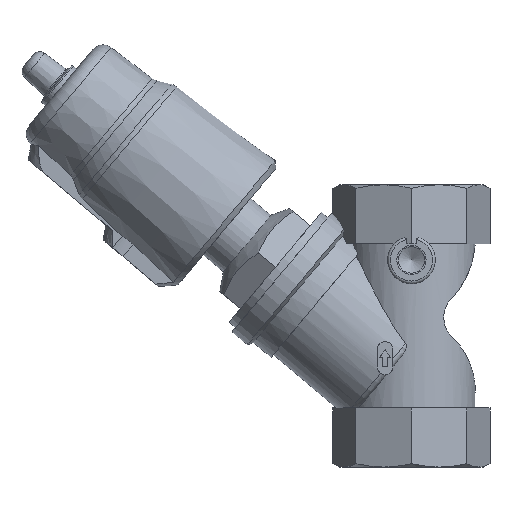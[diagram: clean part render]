
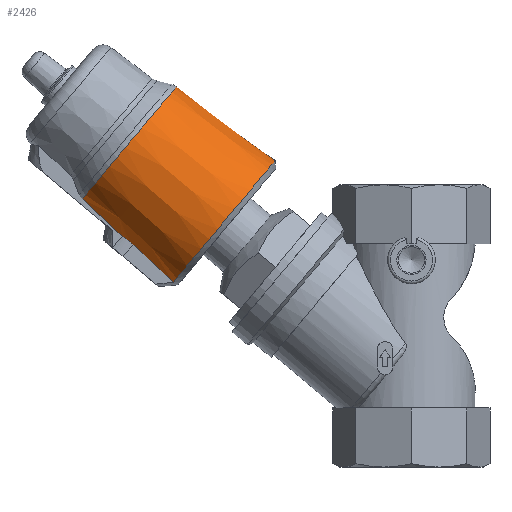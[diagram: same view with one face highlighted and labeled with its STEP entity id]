
A CAD part, left-side view. The second image highlights one B-rep face of the part: STEP entity #2426.
In plain terms, the highlighted conical face has half-angle 3 degrees and reference radius 28.445 mm.
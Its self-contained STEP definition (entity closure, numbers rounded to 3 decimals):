
#38=CONICAL_SURFACE('',#2688,28.445,0.052);
#487=B_SPLINE_CURVE_WITH_KNOTS('',3,(#4077,#4078,#4079,#4080,#4081,#4082,
#4083,#4084,#4085,#4086,#4087,#4088,#4089,#4090,#4091,#4092,#4093,#4094,
#4095,#4096,#4097,#4098,#4099,#4100,#4101,#4102,#4103,#4104,#4105,#4106,
#4107,#4108,#4109,#4110,#4111,#4112,#4113,#4114,#4115,#4116,#4117,#4118,
#4119),.UNSPECIFIED.,.F.,.F.,(4,1,1,1,1,1,1,1,1,1,1,1,1,1,1,1,1,1,1,1,1,
1,1,1,1,1,1,1,1,1,1,1,1,1,1,1,1,1,1,1,4),(0.107,0.112,
0.115,0.118,0.123,0.126,
0.129,0.131,0.134,0.137,
0.14,0.142,0.145,0.15,
0.153,0.156,0.161,0.164,
0.167,0.172,0.177,0.183,
0.188,0.194,0.199,0.205,
0.21,0.215,0.221,0.226,
0.232,0.237,0.243,0.248,
0.253,0.259,0.264,0.267,
0.27,0.275,0.28),.UNSPECIFIED.);
#501=B_SPLINE_CURVE_WITH_KNOTS('',3,(#4259,#4260,#4261,#4262),
 .UNSPECIFIED.,.F.,.F.,(4,4),(0.063,0.084),
 .UNSPECIFIED.);
#504=B_SPLINE_CURVE_WITH_KNOTS('',3,(#4276,#4277,#4278,#4279),
 .UNSPECIFIED.,.F.,.F.,(4,4),(0.063,0.084),
 .UNSPECIFIED.);
#506=B_SPLINE_CURVE_WITH_KNOTS('',3,(#4288,#4289,#4290,#4291,#4292),
 .UNSPECIFIED.,.F.,.F.,(4,1,4),(0.001,0.004,
0.007),.UNSPECIFIED.);
#508=B_SPLINE_CURVE_WITH_KNOTS('',3,(#4304,#4305,#4306,#4307),
 .UNSPECIFIED.,.F.,.F.,(4,4),(0.001,0.006),
 .UNSPECIFIED.);
#510=B_SPLINE_CURVE_WITH_KNOTS('',3,(#4320,#4321,#4322,#4323),
 .UNSPECIFIED.,.F.,.F.,(4,4),(0.001,0.022),
 .UNSPECIFIED.);
#511=B_SPLINE_CURVE_WITH_KNOTS('',3,(#4325,#4326,#4327,#4328),
 .UNSPECIFIED.,.F.,.F.,(4,4),(0.001,0.022),
 .UNSPECIFIED.);
#829=ORIENTED_EDGE('',*,*,#1459,.T.);
#830=ORIENTED_EDGE('',*,*,#1404,.T.);
#831=ORIENTED_EDGE('',*,*,#1460,.F.);
#832=ORIENTED_EDGE('',*,*,#1449,.F.);
#833=ORIENTED_EDGE('',*,*,#1446,.F.);
#834=ORIENTED_EDGE('',*,*,#1444,.T.);
#835=ORIENTED_EDGE('',*,*,#1442,.T.);
#836=ORIENTED_EDGE('',*,*,#1453,.F.);
#1404=EDGE_CURVE('',#1740,#1739,#487,.T.);
#1442=EDGE_CURVE('',#1770,#1769,#501,.T.);
#1444=EDGE_CURVE('',#1771,#1770,#1933,.T.);
#1446=EDGE_CURVE('',#1771,#1772,#504,.T.);
#1449=EDGE_CURVE('',#1772,#1774,#506,.T.);
#1453=EDGE_CURVE('',#1776,#1769,#508,.T.);
#1459=EDGE_CURVE('',#1776,#1740,#510,.T.);
#1460=EDGE_CURVE('',#1774,#1739,#511,.T.);
#1739=VERTEX_POINT('',#4076);
#1740=VERTEX_POINT('',#4120);
#1769=VERTEX_POINT('',#4258);
#1770=VERTEX_POINT('',#4263);
#1771=VERTEX_POINT('',#4270);
#1772=VERTEX_POINT('',#4280);
#1774=VERTEX_POINT('',#4293);
#1776=VERTEX_POINT('',#4302);
#1933=CIRCLE('',#2678,28.445);
#2034=EDGE_LOOP('',(#829,#830,#831,#832,#833,#834,#835,#836));
#2228=FACE_BOUND('',#2034,.T.);
#2426=ADVANCED_FACE('',(#2228),#38,.T.);
#2678=AXIS2_PLACEMENT_3D('',#4269,#3123,#3124);
#2688=AXIS2_PLACEMENT_3D('',#4329,#3148,#3149);
#3123=DIRECTION('',(0.643,-0.766,0.));
#3124=DIRECTION('',(0.766,0.643,0.));
#3148=DIRECTION('',(0.643,-0.766,0.));
#3149=DIRECTION('',(0.766,0.643,0.));
#4076=CARTESIAN_POINT('',(-70.064,90.317,10.));
#4077=CARTESIAN_POINT('',(-70.064,90.317,-10.));
#4078=CARTESIAN_POINT('',(-70.511,89.942,-11.705));
#4079=CARTESIAN_POINT('',(-71.349,89.238,-14.182));
#4080=CARTESIAN_POINT('',(-72.812,88.01,-17.301));
#4081=CARTESIAN_POINT('',(-74.455,86.632,-20.196));
#4082=CARTESIAN_POINT('',(-76.382,85.015,-22.802));
#4083=CARTESIAN_POINT('',(-78.574,83.175,-25.07));
#4084=CARTESIAN_POINT('',(-80.303,81.725,-26.554));
#4085=CARTESIAN_POINT('',(-82.123,80.197,-27.838));
#4086=CARTESIAN_POINT('',(-84.046,78.584,-28.92));
#4087=CARTESIAN_POINT('',(-86.031,76.918,-29.774));
#4088=CARTESIAN_POINT('',(-88.045,75.228,-30.391));
#4089=CARTESIAN_POINT('',(-90.094,73.509,-30.779));
#4090=CARTESIAN_POINT('',(-92.889,71.163,-30.982));
#4091=CARTESIAN_POINT('',(-95.651,68.845,-30.702));
#4092=CARTESIAN_POINT('',(-98.353,66.577,-29.959));
#4093=CARTESIAN_POINT('',(-101.035,64.327,-28.891));
#4094=CARTESIAN_POINT('',(-103.547,62.219,-27.392));
#4095=CARTESIAN_POINT('',(-105.893,60.25,-25.477));
#4096=CARTESIAN_POINT('',(-108.13,58.374,-23.268));
#4097=CARTESIAN_POINT('',(-110.577,56.32,-20.112));
#4098=CARTESIAN_POINT('',(-113.011,54.277,-15.623));
#4099=CARTESIAN_POINT('',(-114.773,52.799,-10.737));
#4100=CARTESIAN_POINT('',(-115.875,51.874,-5.442));
#4101=CARTESIAN_POINT('',(-116.241,51.567,0.007));
#4102=CARTESIAN_POINT('',(-115.876,51.874,5.433));
#4103=CARTESIAN_POINT('',(-114.774,52.798,10.733));
#4104=CARTESIAN_POINT('',(-113.013,54.276,15.619));
#4105=CARTESIAN_POINT('',(-110.58,56.318,20.108));
#4106=CARTESIAN_POINT('',(-107.64,58.785,23.901));
#4107=CARTESIAN_POINT('',(-104.17,61.696,27.024));
#4108=CARTESIAN_POINT('',(-100.411,64.851,29.263));
#4109=CARTESIAN_POINT('',(-96.329,68.276,30.637));
#4110=CARTESIAN_POINT('',(-92.208,71.734,31.05));
#4111=CARTESIAN_POINT('',(-88.016,75.252,30.507));
#4112=CARTESIAN_POINT('',(-84.035,78.593,29.042));
#4113=CARTESIAN_POINT('',(-80.244,81.774,26.649));
#4114=CARTESIAN_POINT('',(-77.455,84.114,24.015));
#4115=CARTESIAN_POINT('',(-75.417,85.824,21.499));
#4116=CARTESIAN_POINT('',(-73.587,87.36,18.798));
#4117=CARTESIAN_POINT('',(-71.646,88.989,15.048));
#4118=CARTESIAN_POINT('',(-70.51,89.942,11.704));
#4119=CARTESIAN_POINT('',(-70.064,90.317,10.));
#4120=CARTESIAN_POINT('',(-70.064,90.317,-10.));
#4258=CARTESIAN_POINT('',(-87.554,109.678,-8.5));
#4259=CARTESIAN_POINT('',(-101.675,124.747,-8.5));
#4260=CARTESIAN_POINT('',(-96.967,119.725,-8.5));
#4261=CARTESIAN_POINT('',(-92.261,114.702,-8.5));
#4262=CARTESIAN_POINT('',(-87.554,109.678,-8.5));
#4263=CARTESIAN_POINT('',(-101.675,124.747,-8.5));
#4269=CARTESIAN_POINT('',(-122.47,107.298,0.));
#4270=CARTESIAN_POINT('',(-101.675,124.747,8.5));
#4276=CARTESIAN_POINT('',(-101.675,124.747,8.5));
#4277=CARTESIAN_POINT('',(-96.967,119.725,8.5));
#4278=CARTESIAN_POINT('',(-92.261,114.702,8.5));
#4279=CARTESIAN_POINT('',(-87.554,109.678,8.5));
#4280=CARTESIAN_POINT('',(-87.554,109.678,8.5));
#4288=CARTESIAN_POINT('',(-87.554,109.678,8.5));
#4289=CARTESIAN_POINT('',(-87.131,109.014,8.984));
#4290=CARTESIAN_POINT('',(-86.149,107.596,9.742));
#4291=CARTESIAN_POINT('',(-84.963,106.195,10.));
#4292=CARTESIAN_POINT('',(-84.323,105.513,10.));
#4293=CARTESIAN_POINT('',(-84.323,105.513,10.));
#4302=CARTESIAN_POINT('',(-84.323,105.513,-10.));
#4304=CARTESIAN_POINT('',(-84.323,105.513,-10.));
#4305=CARTESIAN_POINT('',(-85.588,106.861,-10.));
#4306=CARTESIAN_POINT('',(-86.698,108.335,-9.479));
#4307=CARTESIAN_POINT('',(-87.554,109.678,-8.5));
#4320=CARTESIAN_POINT('',(-84.323,105.513,-10.));
#4321=CARTESIAN_POINT('',(-79.569,100.448,-10.));
#4322=CARTESIAN_POINT('',(-74.816,95.383,-10.));
#4323=CARTESIAN_POINT('',(-70.064,90.317,-10.));
#4325=CARTESIAN_POINT('',(-84.323,105.513,10.));
#4326=CARTESIAN_POINT('',(-79.569,100.448,10.));
#4327=CARTESIAN_POINT('',(-74.816,95.383,10.));
#4328=CARTESIAN_POINT('',(-70.064,90.317,10.));
#4329=CARTESIAN_POINT('',(-122.47,107.298,0.));
